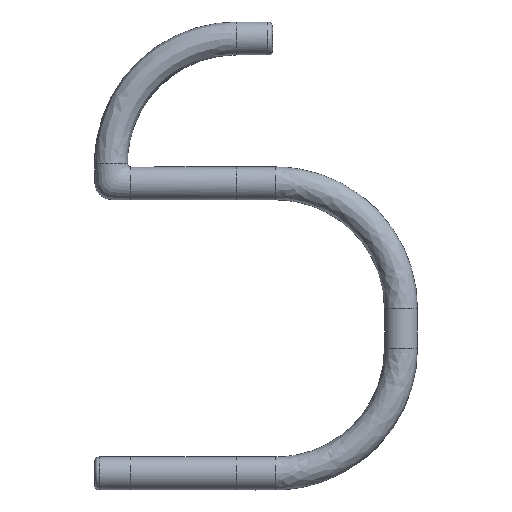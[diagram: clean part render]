
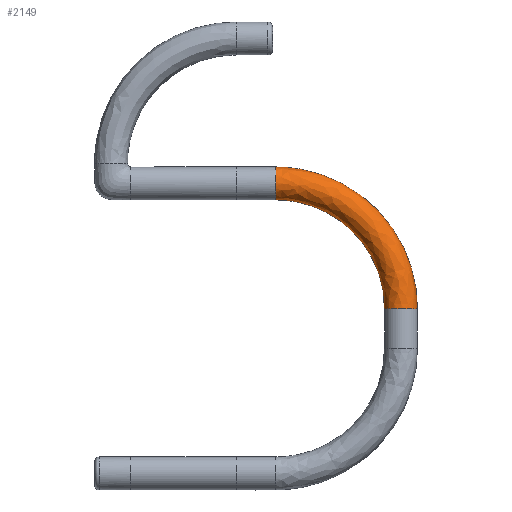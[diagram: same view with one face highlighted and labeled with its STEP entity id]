
A CAD part, top view. The second image highlights one B-rep face of the part: STEP entity #2149.
In plain terms, the highlighted free-form (B-spline) face has degree [2, 2] with [9, 9] control points.
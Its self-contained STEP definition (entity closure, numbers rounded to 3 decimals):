
#2149=ADVANCED_FACE('',(#2438),#5657,.T.);
#2438=FACE_OUTER_BOUND('',#2703,.T.);
#2703=EDGE_LOOP('',(#3267,#3268,#3269,#3270));
#3267=ORIENTED_EDGE('',*,*,#4125,.F.);
#3268=ORIENTED_EDGE('',*,*,#4239,.F.);
#3269=ORIENTED_EDGE('',*,*,#4418,.T.);
#3270=ORIENTED_EDGE('',*,*,#4181,.T.);
#4125=EDGE_CURVE('',#5292,#5291,#5008,.T.);
#4181=EDGE_CURVE('',#5357,#5291,#5031,.T.);
#4239=EDGE_CURVE('',#5358,#5292,#5059,.T.);
#4418=EDGE_CURVE('',#5358,#5357,#5142,.T.);
#5008=(
BOUNDED_CURVE()
B_SPLINE_CURVE(2,(#15046,#15047,#15048,#15049,#15050),.UNSPECIFIED.,.F.,
 .F.)
B_SPLINE_CURVE_WITH_KNOTS((3,2,3),(0.,19.635,39.27),
 .UNSPECIFIED.)
CURVE()
GEOMETRIC_REPRESENTATION_ITEM()
RATIONAL_B_SPLINE_CURVE((1.,0.707,1.,0.707,1.))
REPRESENTATION_ITEM('')
);
#5031=(
BOUNDED_CURVE()
B_SPLINE_CURVE(2,(#15353,#15354,#15355),.UNSPECIFIED.,.F.,.F.)
B_SPLINE_CURVE_WITH_KNOTS((3,3),(148.934,297.801),
 .UNSPECIFIED.)
CURVE()
GEOMETRIC_REPRESENTATION_ITEM()
RATIONAL_B_SPLINE_CURVE((1.,0.707,1.))
REPRESENTATION_ITEM('')
);
#5059=(
BOUNDED_CURVE()
B_SPLINE_CURVE(2,(#15886,#15887,#15888),.UNSPECIFIED.,.F.,.F.)
B_SPLINE_CURVE_WITH_KNOTS((3,3),(-129.227,0.),.UNSPECIFIED.)
CURVE()
GEOMETRIC_REPRESENTATION_ITEM()
RATIONAL_B_SPLINE_CURVE((1.,0.707,1.))
REPRESENTATION_ITEM('')
);
#5142=(
BOUNDED_CURVE()
B_SPLINE_CURVE(2,(#17215,#17216,#17217,#17218,#17219),.UNSPECIFIED.,.F.,
 .F.)
B_SPLINE_CURVE_WITH_KNOTS((3,2,3),(-39.27,-19.635,
0.),.UNSPECIFIED.)
CURVE()
GEOMETRIC_REPRESENTATION_ITEM()
RATIONAL_B_SPLINE_CURVE((1.,0.707,1.,0.707,1.))
REPRESENTATION_ITEM('')
);
#5291=VERTEX_POINT('',#14457);
#5292=VERTEX_POINT('',#14458);
#5357=VERTEX_POINT('',#14523);
#5358=VERTEX_POINT('',#14524);
#5657=(
BOUNDED_SURFACE()
B_SPLINE_SURFACE(2,2,((#11373,#11374,#11375,#11376,#11377,#11378,#11379,
#11380,#11381),(#11382,#11383,#11384,#11385,#11386,#11387,#11388,#11389,
#11390),(#11391,#11392,#11393,#11394,#11395,#11396,#11397,#11398,#11399),
(#11400,#11401,#11402,#11403,#11404,#11405,#11406,#11407,#11408),(#11409,
#11410,#11411,#11412,#11413,#11414,#11415,#11416,#11417),(#11418,#11419,
#11420,#11421,#11422,#11423,#11424,#11425,#11426),(#11427,#11428,#11429,
#11430,#11431,#11432,#11433,#11434,#11435),(#11436,#11437,#11438,#11439,
#11440,#11441,#11442,#11443,#11444),(#11445,#11446,#11447,#11448,#11449,
#11450,#11451,#11452,#11453)),.UNSPECIFIED.,.T.,.F.,.F.)
B_SPLINE_SURFACE_WITH_KNOTS((3,2,2,2,3),(3,2,2,2,3),(0.,148.911,
297.823,446.734,595.646),(0.,19.635,
39.27,58.905,78.54),.UNSPECIFIED.)
GEOMETRIC_REPRESENTATION_ITEM()
RATIONAL_B_SPLINE_SURFACE(((1.,0.707,1.,0.707,1.,
0.707,1.,0.707,1.),(0.707,0.5,0.707,
0.5,0.707,0.5,0.707,0.5,0.707),(1.,
0.707,1.,0.707,1.,0.707,1.,0.707,
1.),(0.707,0.5,0.707,0.5,0.707,0.5,
0.707,0.5,0.707),(1.,0.707,1.,0.707,
1.,0.707,1.,0.707,1.),(0.707,0.5,0.707,
0.5,0.707,0.5,0.707,0.5,0.707),(1.,
0.707,1.,0.707,1.,0.707,1.,0.707,
1.),(0.707,0.5,0.707,0.5,0.707,0.5,
0.707,0.5,0.707),(1.,0.707,1.,0.707,
1.,0.707,1.,0.707,1.)))
REPRESENTATION_ITEM('')
SURFACE()
);
#11373=CARTESIAN_POINT('',(17.725,125.05,0.));
#11374=CARTESIAN_POINT('',(17.725,125.05,-12.5));
#11375=CARTESIAN_POINT('',(30.225,125.05,-12.5));
#11376=CARTESIAN_POINT('',(42.725,125.05,-12.5));
#11377=CARTESIAN_POINT('',(42.725,125.05,0.));
#11378=CARTESIAN_POINT('',(42.725,125.05,12.5));
#11379=CARTESIAN_POINT('',(30.225,125.05,12.5));
#11380=CARTESIAN_POINT('',(17.725,125.05,12.5));
#11381=CARTESIAN_POINT('',(17.725,125.05,0.));
#11382=CARTESIAN_POINT('',(17.725,232.35,0.));
#11383=CARTESIAN_POINT('',(17.725,232.35,-12.5));
#11384=CARTESIAN_POINT('',(30.225,219.85,-12.5));
#11385=CARTESIAN_POINT('',(42.725,207.35,-12.5));
#11386=CARTESIAN_POINT('',(42.725,207.35,0.));
#11387=CARTESIAN_POINT('',(42.725,207.35,12.5));
#11388=CARTESIAN_POINT('',(30.225,219.85,12.5));
#11389=CARTESIAN_POINT('',(17.725,232.35,12.5));
#11390=CARTESIAN_POINT('',(17.725,232.35,0.));
#11391=CARTESIAN_POINT('',(125.025,232.35,0.));
#11392=CARTESIAN_POINT('',(125.025,232.35,-12.5));
#11393=CARTESIAN_POINT('',(125.025,219.85,-12.5));
#11394=CARTESIAN_POINT('',(125.025,207.35,-12.5));
#11395=CARTESIAN_POINT('',(125.025,207.35,0.));
#11396=CARTESIAN_POINT('',(125.025,207.35,12.5));
#11397=CARTESIAN_POINT('',(125.025,219.85,12.5));
#11398=CARTESIAN_POINT('',(125.025,232.35,12.5));
#11399=CARTESIAN_POINT('',(125.025,232.35,0.));
#11400=CARTESIAN_POINT('',(232.325,232.35,0.));
#11401=CARTESIAN_POINT('',(232.325,232.35,-12.5));
#11402=CARTESIAN_POINT('',(219.825,219.85,-12.5));
#11403=CARTESIAN_POINT('',(207.325,207.35,-12.5));
#11404=CARTESIAN_POINT('',(207.325,207.35,0.));
#11405=CARTESIAN_POINT('',(207.325,207.35,12.5));
#11406=CARTESIAN_POINT('',(219.825,219.85,12.5));
#11407=CARTESIAN_POINT('',(232.325,232.35,12.5));
#11408=CARTESIAN_POINT('',(232.325,232.35,0.));
#11409=CARTESIAN_POINT('',(232.325,125.05,0.));
#11410=CARTESIAN_POINT('',(232.325,125.05,-12.5));
#11411=CARTESIAN_POINT('',(219.825,125.05,-12.5));
#11412=CARTESIAN_POINT('',(207.325,125.05,-12.5));
#11413=CARTESIAN_POINT('',(207.325,125.05,0.));
#11414=CARTESIAN_POINT('',(207.325,125.05,12.5));
#11415=CARTESIAN_POINT('',(219.825,125.05,12.5));
#11416=CARTESIAN_POINT('',(232.325,125.05,12.5));
#11417=CARTESIAN_POINT('',(232.325,125.05,0.));
#11418=CARTESIAN_POINT('',(232.325,17.75,0.));
#11419=CARTESIAN_POINT('',(232.325,17.75,-12.5));
#11420=CARTESIAN_POINT('',(219.825,30.25,-12.5));
#11421=CARTESIAN_POINT('',(207.325,42.75,-12.5));
#11422=CARTESIAN_POINT('',(207.325,42.75,0.));
#11423=CARTESIAN_POINT('',(207.325,42.75,12.5));
#11424=CARTESIAN_POINT('',(219.825,30.25,12.5));
#11425=CARTESIAN_POINT('',(232.325,17.75,12.5));
#11426=CARTESIAN_POINT('',(232.325,17.75,0.));
#11427=CARTESIAN_POINT('',(125.025,17.75,0.));
#11428=CARTESIAN_POINT('',(125.025,17.75,-12.5));
#11429=CARTESIAN_POINT('',(125.025,30.25,-12.5));
#11430=CARTESIAN_POINT('',(125.025,42.75,-12.5));
#11431=CARTESIAN_POINT('',(125.025,42.75,0.));
#11432=CARTESIAN_POINT('',(125.025,42.75,12.5));
#11433=CARTESIAN_POINT('',(125.025,30.25,12.5));
#11434=CARTESIAN_POINT('',(125.025,17.75,12.5));
#11435=CARTESIAN_POINT('',(125.025,17.75,0.));
#11436=CARTESIAN_POINT('',(17.725,17.75,0.));
#11437=CARTESIAN_POINT('',(17.725,17.75,-12.5));
#11438=CARTESIAN_POINT('',(30.225,30.25,-12.5));
#11439=CARTESIAN_POINT('',(42.725,42.75,-12.5));
#11440=CARTESIAN_POINT('',(42.725,42.75,0.));
#11441=CARTESIAN_POINT('',(42.725,42.75,12.5));
#11442=CARTESIAN_POINT('',(30.225,30.25,12.5));
#11443=CARTESIAN_POINT('',(17.725,17.75,12.5));
#11444=CARTESIAN_POINT('',(17.725,17.75,0.));
#11445=CARTESIAN_POINT('',(17.725,125.05,0.));
#11446=CARTESIAN_POINT('',(17.725,125.05,-12.5));
#11447=CARTESIAN_POINT('',(30.225,125.05,-12.5));
#11448=CARTESIAN_POINT('',(42.725,125.05,-12.5));
#11449=CARTESIAN_POINT('',(42.725,125.05,0.));
#11450=CARTESIAN_POINT('',(42.725,125.05,12.5));
#11451=CARTESIAN_POINT('',(30.225,125.05,12.5));
#11452=CARTESIAN_POINT('',(17.725,125.05,12.5));
#11453=CARTESIAN_POINT('',(17.725,125.05,0.));
#14457=CARTESIAN_POINT('',(124.975,232.35,0.));
#14458=CARTESIAN_POINT('',(124.975,207.35,0.));
#14523=CARTESIAN_POINT('',(232.325,125.,0.));
#14524=CARTESIAN_POINT('',(207.325,125.,0.));
#15046=CARTESIAN_POINT('',(124.975,207.35,0.));
#15047=CARTESIAN_POINT('',(124.975,207.35,12.5));
#15048=CARTESIAN_POINT('',(124.975,219.85,12.5));
#15049=CARTESIAN_POINT('',(124.975,232.35,12.5));
#15050=CARTESIAN_POINT('',(124.975,232.35,0.));
#15353=CARTESIAN_POINT('',(232.325,125.,0.));
#15354=CARTESIAN_POINT('',(232.3,232.325,0.));
#15355=CARTESIAN_POINT('',(124.975,232.35,0.));
#15886=CARTESIAN_POINT('',(207.325,125.,0.));
#15887=CARTESIAN_POINT('',(207.3,207.325,0.));
#15888=CARTESIAN_POINT('',(124.975,207.35,0.));
#17215=CARTESIAN_POINT('',(207.325,125.,0.));
#17216=CARTESIAN_POINT('',(207.325,125.,12.5));
#17217=CARTESIAN_POINT('',(219.825,125.,12.5));
#17218=CARTESIAN_POINT('',(232.325,125.,12.5));
#17219=CARTESIAN_POINT('',(232.325,125.,0.));
